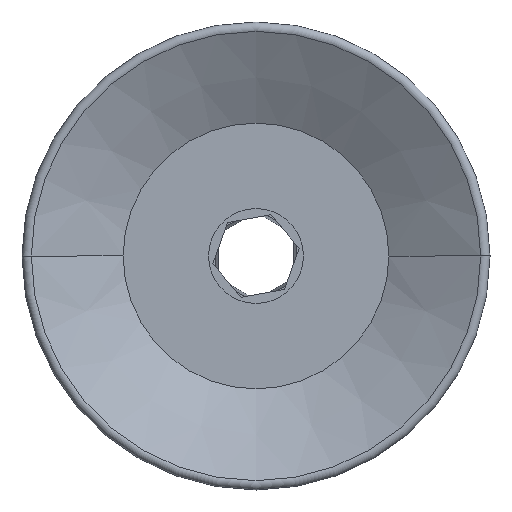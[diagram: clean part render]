
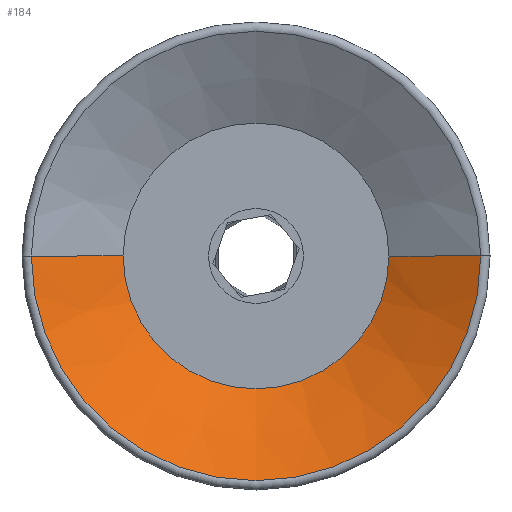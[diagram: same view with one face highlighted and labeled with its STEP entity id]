
A CAD part, front view. The second image highlights one B-rep face of the part: STEP entity #184.
In plain terms, the highlighted conical face has half-angle 61.52 degrees and reference radius 17.762 mm.
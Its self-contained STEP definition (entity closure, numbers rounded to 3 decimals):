
#184=ADVANCED_FACE('',(#491),#492,.F.);
#491=FACE_OUTER_BOUND('',#942,.T.);
#492=CONICAL_SURFACE('',#943,17.762,1.074);
#942=EDGE_LOOP('',(#4891,#4892,#4893,#4894));
#943=AXIS2_PLACEMENT_3D('',#4895,#4896,#4897);
#4891=ORIENTED_EDGE('',*,*,#5992,.T.);
#4892=ORIENTED_EDGE('',*,*,#5993,.T.);
#4893=ORIENTED_EDGE('',*,*,#5994,.F.);
#4894=ORIENTED_EDGE('',*,*,#5995,.F.);
#4895=CARTESIAN_POINT('',(0.,-15.139,0.0));
#4896=DIRECTION('',(0.,-1.0,0.0));
#4897=DIRECTION('',(1.0,0.,0.0));
#5992=EDGE_CURVE('',#6471,#6473,#6477,.T.);
#5993=EDGE_CURVE('',#6473,#6478,#6479,.T.);
#5994=EDGE_CURVE('',#6480,#6478,#6481,.T.);
#5995=EDGE_CURVE('',#6471,#6480,#6482,.T.);
#6471=VERTEX_POINT('',#7156);
#6473=VERTEX_POINT('',#7159);
#6477=CIRCLE('',#7164,10.5);
#6478=VERTEX_POINT('',#7165);
#6479=LINE('',#7166,#7167);
#6480=VERTEX_POINT('',#7168);
#6481=CIRCLE('',#7169,17.762);
#6482=LINE('',#7170,#7171);
#7156=CARTESIAN_POINT('',(10.5,-11.2,0.0));
#7159=CARTESIAN_POINT('',(-10.5,-11.2,0.));
#7164=AXIS2_PLACEMENT_3D('',#9397,#9398,#9399);
#7165=CARTESIAN_POINT('',(-17.762,-15.139,0.0));
#7166=CARTESIAN_POINT('',(-17.762,-15.139,0.));
#7167=VECTOR('',#9400,1000.0);
#7168=CARTESIAN_POINT('',(17.762,-15.139,0.));
#7169=AXIS2_PLACEMENT_3D('',#9401,#9402,#9403);
#7170=CARTESIAN_POINT('',(17.762,-15.139,0.0));
#7171=VECTOR('',#9404,1000.0);
#9397=CARTESIAN_POINT('',(0.,-11.2,0.0));
#9398=DIRECTION('',(0.,1.0,0.0));
#9399=DIRECTION('',(-1.0,0.,0.0));
#9400=DIRECTION('',(-0.879,-0.477,0.));
#9401=CARTESIAN_POINT('',(0.,-15.139,0.0));
#9402=DIRECTION('',(0.,1.0,0.0));
#9403=DIRECTION('',(-1.0,0.,0.0));
#9404=DIRECTION('',(0.879,-0.477,0.0));
